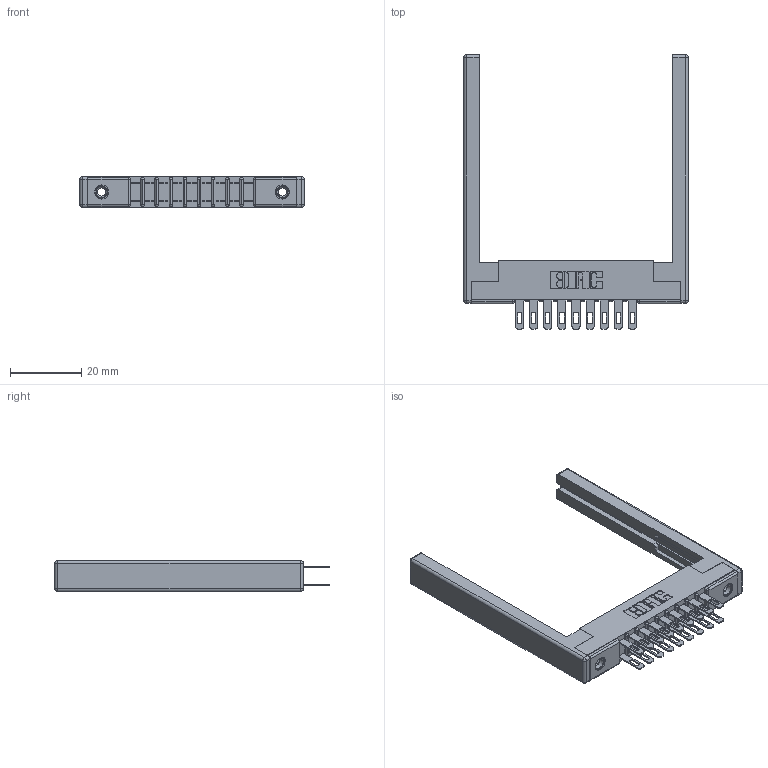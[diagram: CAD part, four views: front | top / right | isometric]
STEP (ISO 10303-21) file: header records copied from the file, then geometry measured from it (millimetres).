
FILE_DESCRIPTION (( 'STEP AP203' ), '1' );
FILE_NAME ('357-018-500-268.STEP', '2019-09-17T19:38:21', ( '' ), ( '' ), 'SwSTEP 2.0', 'SolidWorks 2016', '' );
FILE_SCHEMA (( 'CONFIG_CONTROL_DESIGN' ));
Length unit declared in the file: inch
Products named in the file (5): 307 Part_.156 Dia Mounting Holes; 357-018-500-268; 307-290-001_500; 307-220-068; 345-250-001_345-250-001-102
Assembly tree (23 placements, depth 2):
  357-018-500-268
    307 Part_.156 Dia Mounting Holes
    307-290-001_500  x18
    307-220-068  x2
    345-250-001_345-250-001-102  x2
Bounding box: 63.09 x 77.14 x 8.71 mm (x, y, z)
Volume: 8741.5 mm3; surface area: 11035 mm2
Topology: 23 solids, 23 shells, 1110 faces, 3053 edges, 1962 vertices
Faces by surface type: plane 698, cylinder 368, sphere 28, cone 12, torus 4
Entity records: 14805 total; most frequent: CARTESIAN_POINT 2406, DIRECTION 2388, ORIENTED_EDGE 2372, EDGE_CURVE 1186, LINE 892, VECTOR 892, VERTEX_POINT 766, AXIS2_PLACEMENT_3D 748
